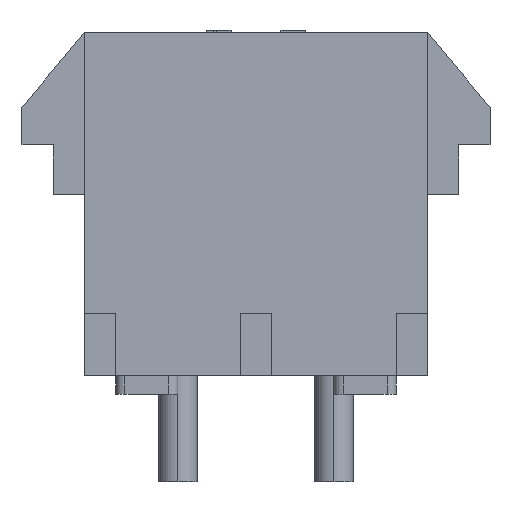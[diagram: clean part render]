
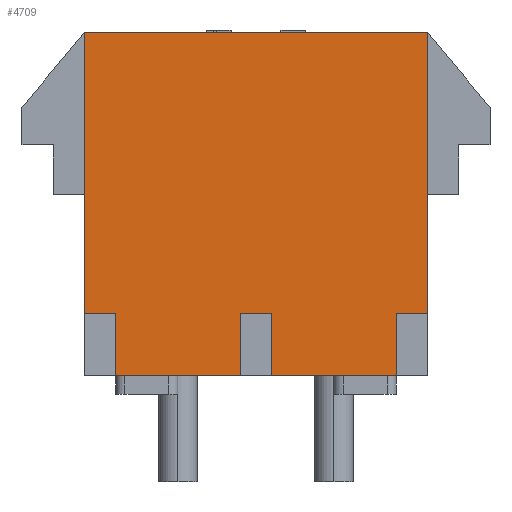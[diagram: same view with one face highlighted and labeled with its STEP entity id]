
A CAD part, left-side view. The second image highlights one B-rep face of the part: STEP entity #4709.
In plain terms, the highlighted planar face has unit normal (-1, 0, 0).
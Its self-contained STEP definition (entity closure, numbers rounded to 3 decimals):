
#4274=CARTESIAN_POINT('',(-10.16,6.985,0.762));
#4275=VERTEX_POINT('',#4274);
#4282=CARTESIAN_POINT('',(-10.16,6.985,14.732));
#4283=VERTEX_POINT('',#4282);
#4284=CARTESIAN_POINT('',(-10.16,6.985,0.762));
#4285=DIRECTION('',(0.0,0.0,1.0));
#4286=VECTOR('',#4285,13.97);
#4287=LINE('',#4284,#4286);
#4288=EDGE_CURVE('',#4275,#4283,#4287,.T.);
#4304=CARTESIAN_POINT('',(-10.16,-6.985,14.732));
#4305=VERTEX_POINT('',#4304);
#4312=CARTESIAN_POINT('',(-10.16,-6.985,0.762));
#4313=VERTEX_POINT('',#4312);
#4314=CARTESIAN_POINT('',(-10.16,-6.985,14.732));
#4315=DIRECTION('',(0.0,0.0,-1.0));
#4316=VECTOR('',#4315,13.97);
#4317=LINE('',#4314,#4316);
#4318=EDGE_CURVE('',#4305,#4313,#4317,.T.);
#4338=CARTESIAN_POINT('',(-10.16,-6.985,14.732));
#4339=DIRECTION('',(0.0,1.0,0.0));
#4340=VECTOR('',#4339,13.97);
#4341=LINE('',#4338,#4340);
#4342=EDGE_CURVE('',#4305,#4283,#4341,.T.);
#4688=CARTESIAN_POINT('',(-10.16,-6.985,0.762));
#4689=DIRECTION('',(0.0,1.0,0.0));
#4690=VECTOR('',#4689,13.97);
#4691=LINE('',#4688,#4690);
#4692=EDGE_CURVE('',#4313,#4275,#4691,.T.);
#4698=CARTESIAN_POINT('',(-10.16,-7.684,15.469));
#4699=DIRECTION('',(-1.0,0.0,0.0));
#4700=DIRECTION('',(0.0,0.0,-1.0));
#4701=AXIS2_PLACEMENT_3D('',#4698,#4699,#4700);
#4702=PLANE('',#4701);
#4703=ORIENTED_EDGE('',*,*,#4692,.F.);
#4704=ORIENTED_EDGE('',*,*,#4318,.F.);
#4705=ORIENTED_EDGE('',*,*,#4342,.T.);
#4706=ORIENTED_EDGE('',*,*,#4288,.F.);
#4707=EDGE_LOOP('',(#4703,#4704,#4705,#4706));
#4708=FACE_OUTER_BOUND('',#4707,.T.);
#4709=ADVANCED_FACE('',(#4708),#4702,.T.);
